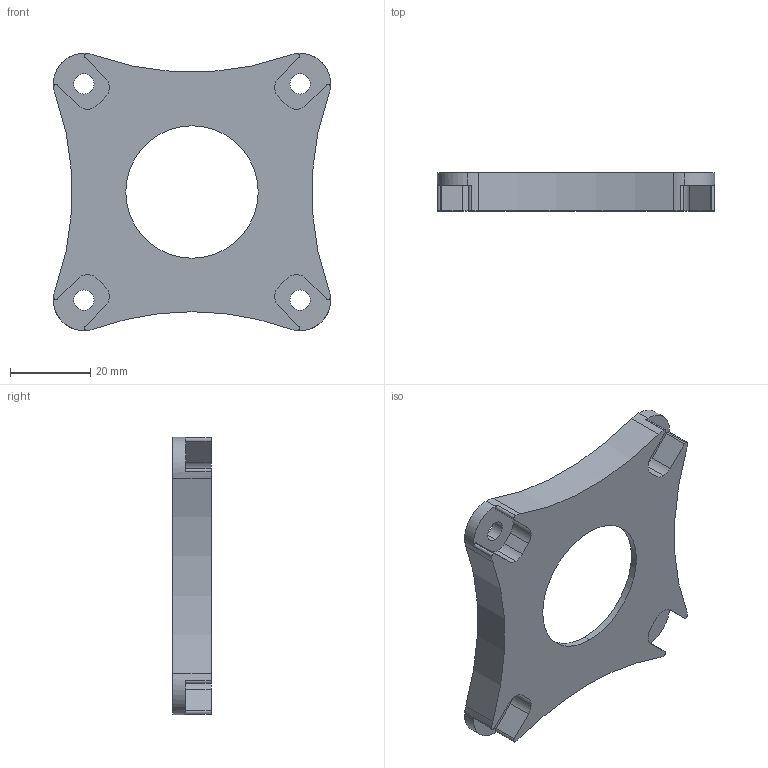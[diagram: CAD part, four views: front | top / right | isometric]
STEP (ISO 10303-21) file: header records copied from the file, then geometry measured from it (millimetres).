
FILE_DESCRIPTION (( 'STEP AP203' ), '1' );
FILE_NAME ('am-3016c Swerve and Steer Bearing Plate REV2.STEP', '2021-04-14T18:58:59', ( '' ), ( '' ), 'SwSTEP 2.0', 'SolidWorks 2019', '' );
FILE_SCHEMA (( 'CONFIG_CONTROL_DESIGN' ));
Length unit declared in the file: inch
Products named in the file (1): am-3016c Swerve and Steer Bearing Plate REV2
Bounding box: 69.12 x 9.53 x 69.12 mm (x, y, z)
Volume: 15067 mm3; surface area: 11009 mm2
Topology: 1 solids, 1 shells, 67 faces, 189 edges, 126 vertices
Faces by surface type: cylinder 47, plane 20
Entity records: 2324 total; most frequent: DIRECTION 427, CARTESIAN_POINT 383, ORIENTED_EDGE 378, EDGE_CURVE 189, AXIS2_PLACEMENT_3D 170, VERTEX_POINT 126, CIRCLE 102, LINE 87
